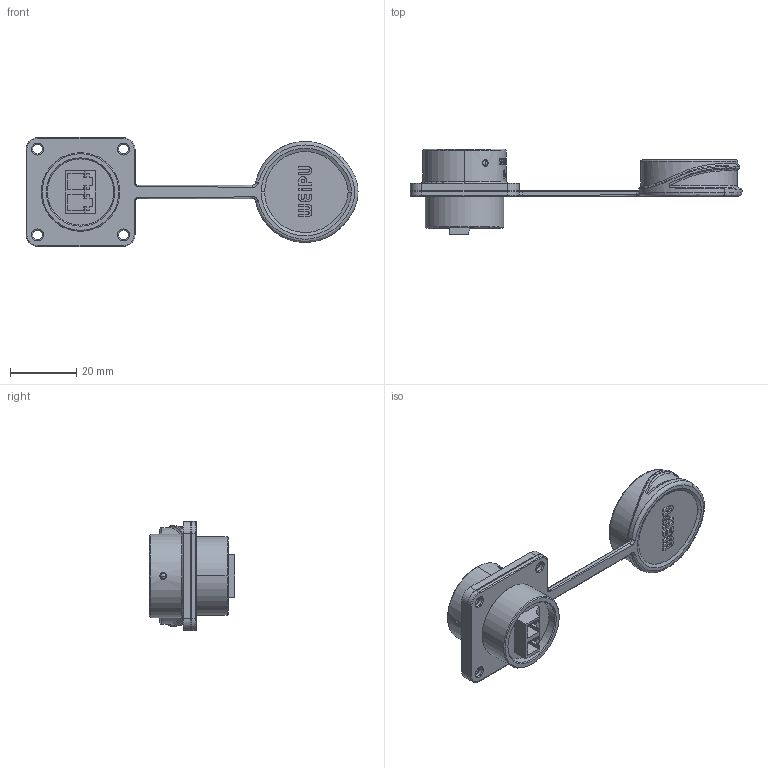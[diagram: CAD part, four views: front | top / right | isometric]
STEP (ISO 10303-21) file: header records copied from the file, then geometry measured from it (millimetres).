
FILE_DESCRIPTION((''),'2;1');
FILE_NAME('3D-SF2413-SLC_ASM','2025-07-10T14:33:16',('Administrator'),(''),'CREO PARAMETRIC BY PTC INC, 2018050','CREO PARAMETRIC BY PTC INC, 2018050','');
FILE_SCHEMA(('CONFIG_CONTROL_DESIGN'));
Length unit declared in the file: millimetre
Products named in the file (6): SA2413-SLC_ASM_1_1; SA2413-SLC_ASM_1_2; SA2413-SLC_ASM_1_3; SA2413-SLC_ASM_1_4; SF2413-SLC_ASM; 3D-SF2413-SLC_ASM
Assembly tree (5 placements, depth 3):
  3D-SF2413-SLC_ASM
    SF2413-SLC_ASM
      SA2413-SLC_ASM_1_1
      SA2413-SLC_ASM_1_2
      SA2413-SLC_ASM_1_3
      SA2413-SLC_ASM_1_4
Bounding box: 100.5 x 25.8 x 33 mm (x, y, z)
Volume: 14675.5 mm3; surface area: 9843.4 mm2
Topology: 4 solids, 4 shells, 726 faces, 2014 edges, 1326 vertices
Faces by surface type: plane 486, cylinder 125, torus 42, cone 31, bspline 30, sphere 9, extrusion 3
Entity records: 27249 total; most frequent: CARTESIAN_POINT 9099, ORIENTED_EDGE 4000, DIRECTION 3464, EDGE_CURVE 2000, VERTEX_POINT 1326, AXIS2_PLACEMENT_3D 1230, VECTOR 1004, LINE 1001
